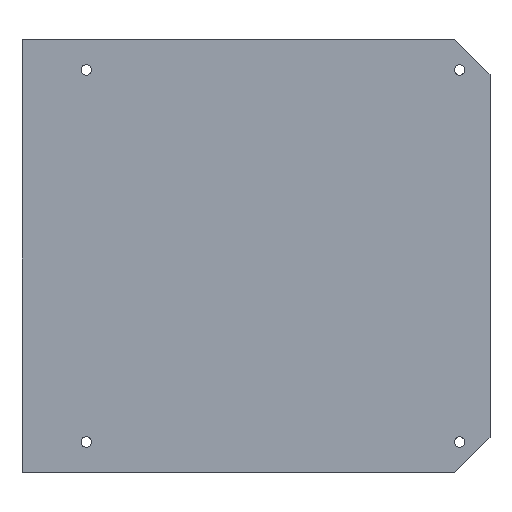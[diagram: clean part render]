
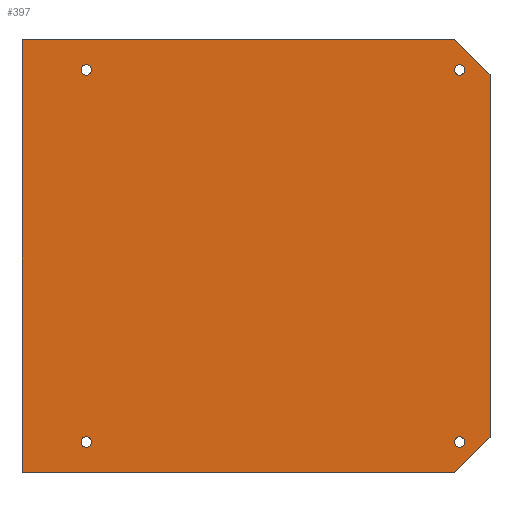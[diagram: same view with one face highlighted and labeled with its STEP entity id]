
A CAD part, top view. The second image highlights one B-rep face of the part: STEP entity #397.
In plain terms, the highlighted planar face has unit normal (0, 0, 1).
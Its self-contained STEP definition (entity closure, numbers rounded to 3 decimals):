
#27=FACE_BOUND('',#93,.T.);
#28=FACE_BOUND('',#94,.T.);
#29=FACE_BOUND('',#95,.T.);
#30=FACE_BOUND('',#96,.T.);
#37=CIRCLE('',#415,2.25);
#40=CIRCLE('',#420,2.25);
#43=CIRCLE('',#425,2.25);
#46=CIRCLE('',#430,2.25);
#67=FACE_OUTER_BOUND('',#92,.T.);
#92=EDGE_LOOP('',(#354,#355,#356,#357,#358,#359));
#93=EDGE_LOOP('',(#360));
#94=EDGE_LOOP('',(#361));
#95=EDGE_LOOP('',(#362));
#96=EDGE_LOOP('',(#363));
#115=LINE('',#598,#152);
#126=LINE('',#644,#163);
#129=LINE('',#649,#166);
#131=LINE('',#653,#168);
#132=LINE('',#655,#169);
#133=LINE('',#657,#170);
#152=VECTOR('',#479,10.);
#163=VECTOR('',#532,10.);
#166=VECTOR('',#537,10.);
#168=VECTOR('',#541,10.);
#169=VECTOR('',#544,10.);
#170=VECTOR('',#547,10.);
#187=VERTEX_POINT('',#595);
#188=VERTEX_POINT('',#597);
#191=VERTEX_POINT('',#607);
#194=VERTEX_POINT('',#617);
#197=VERTEX_POINT('',#627);
#200=VERTEX_POINT('',#637);
#201=VERTEX_POINT('',#641);
#202=VERTEX_POINT('',#643);
#203=VERTEX_POINT('',#647);
#204=VERTEX_POINT('',#651);
#227=EDGE_CURVE('',#187,#188,#115,.T.);
#233=EDGE_CURVE('',#191,#191,#37,.T.);
#238=EDGE_CURVE('',#194,#194,#40,.T.);
#243=EDGE_CURVE('',#197,#197,#43,.T.);
#248=EDGE_CURVE('',#200,#200,#46,.T.);
#250=EDGE_CURVE('',#201,#202,#126,.T.);
#253=EDGE_CURVE('',#203,#201,#129,.T.);
#255=EDGE_CURVE('',#204,#203,#131,.T.);
#256=EDGE_CURVE('',#204,#188,#132,.T.);
#257=EDGE_CURVE('',#202,#187,#133,.T.);
#354=ORIENTED_EDGE('',*,*,#250,.F.);
#355=ORIENTED_EDGE('',*,*,#253,.F.);
#356=ORIENTED_EDGE('',*,*,#255,.F.);
#357=ORIENTED_EDGE('',*,*,#256,.T.);
#358=ORIENTED_EDGE('',*,*,#227,.F.);
#359=ORIENTED_EDGE('',*,*,#257,.F.);
#360=ORIENTED_EDGE('',*,*,#233,.T.);
#361=ORIENTED_EDGE('',*,*,#238,.T.);
#362=ORIENTED_EDGE('',*,*,#243,.T.);
#363=ORIENTED_EDGE('',*,*,#248,.T.);
#376=PLANE('',#436);
#397=ADVANCED_FACE('',(#67,#27,#28,#29,#30),#376,.F.);
#415=AXIS2_PLACEMENT_3D('',#609,#491,#492);
#420=AXIS2_PLACEMENT_3D('',#619,#503,#504);
#425=AXIS2_PLACEMENT_3D('',#629,#515,#516);
#430=AXIS2_PLACEMENT_3D('',#639,#527,#528);
#436=AXIS2_PLACEMENT_3D('',#658,#548,#549);
#479=DIRECTION('',(0.,1.,0.));
#491=DIRECTION('center_axis',(0.,0.,
-1.));
#492=DIRECTION('ref_axis',(-1.,0.,0.));
#503=DIRECTION('center_axis',(0.,0.,
-1.));
#504=DIRECTION('ref_axis',(-1.,0.,0.));
#515=DIRECTION('center_axis',(0.,0.,
-1.));
#516=DIRECTION('ref_axis',(-1.,0.,0.));
#527=DIRECTION('center_axis',(0.,0.,
-1.));
#528=DIRECTION('ref_axis',(-1.,0.,0.));
#532=DIRECTION('',(-0.707,-0.707,0.));
#537=DIRECTION('',(0.,-1.,0.));
#541=DIRECTION('',(0.707,-0.707,0.));
#544=DIRECTION('',(-1.,0.,0.));
#547=DIRECTION('',(-1.,0.,0.));
#548=DIRECTION('center_axis',(0.,0.,
-1.));
#549=DIRECTION('ref_axis',(1.,0.,0.));
#595=CARTESIAN_POINT('',(195.,0.,0.));
#597=CARTESIAN_POINT('',(195.,185.,0.));
#598=CARTESIAN_POINT('',(195.,0.,0.));
#607=CARTESIAN_POINT('',(224.75,13.,0.));
#609=CARTESIAN_POINT('Origin',(222.5,13.,0.));
#617=CARTESIAN_POINT('',(224.75,172.,0.));
#619=CARTESIAN_POINT('Origin',(222.5,172.,0.));
#627=CARTESIAN_POINT('',(384.25,172.,0.));
#629=CARTESIAN_POINT('Origin',(382.,172.,0.));
#637=CARTESIAN_POINT('',(384.25,13.,0.));
#639=CARTESIAN_POINT('Origin',(382.,13.,0.));
#641=CARTESIAN_POINT('',(395.,15.,0.));
#643=CARTESIAN_POINT('',(380.,0.,0.));
#644=CARTESIAN_POINT('',(385.625,5.625,0.));
#647=CARTESIAN_POINT('',(395.,170.,0.));
#649=CARTESIAN_POINT('',(395.,185.,0.));
#651=CARTESIAN_POINT('',(380.,185.,0.));
#653=CARTESIAN_POINT('',(385.625,179.375,0.));
#655=CARTESIAN_POINT('',(229.,185.,0.));
#657=CARTESIAN_POINT('',(395.,0.,0.));
#658=CARTESIAN_POINT('Origin',(295.,92.5,0.));
